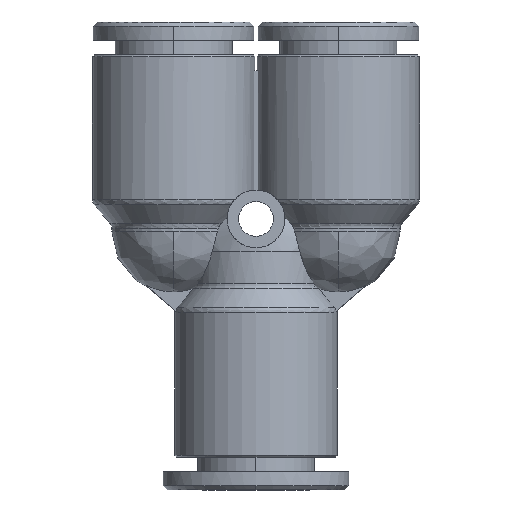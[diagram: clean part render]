
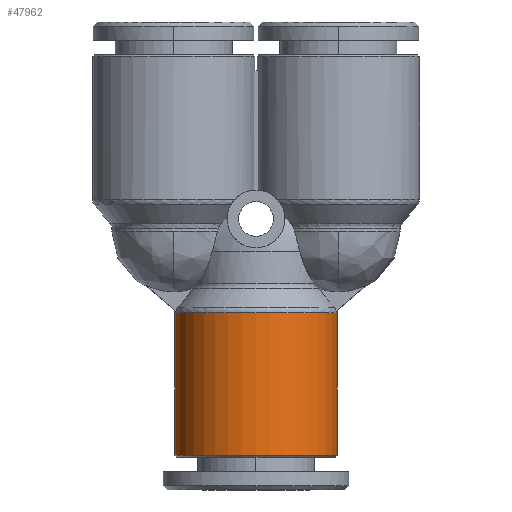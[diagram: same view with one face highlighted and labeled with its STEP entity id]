
A CAD part, front view. The second image highlights one B-rep face of the part: STEP entity #47962.
In plain terms, the highlighted cylindrical face has radius 9.85 mm (diameter 19.7 mm), a partial arc.
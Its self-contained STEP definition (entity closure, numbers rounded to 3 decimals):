
#94 = CARTESIAN_POINT ( 'NONE',  ( 47.554, 17.287, -27.223 ) ) ;
#995 = ORIENTED_EDGE ( 'NONE', *, *, #8838, .T. ) ;
#2675 = LINE ( 'NONE', #55094, #45683 ) ;
#4430 = DIRECTION ( 'NONE',  ( -1., 0., 0. ) ) ;
#5070 = CIRCLE ( 'NONE', #8454, 9.85 ) ;
#5084 = CIRCLE ( 'NONE', #42835, 9.85 ) ;
#6395 = DIRECTION ( 'NONE',  ( 0., 0., 1. ) ) ;
#8454 = AXIS2_PLACEMENT_3D ( 'NONE', #94, #30139, #4430 ) ;
#8838 = EDGE_CURVE ( 'NONE', #36725, #40230, #23217, .T. ) ;
#10611 = CARTESIAN_POINT ( 'NONE',  ( 47.554, 17.287, -9.887 ) ) ;
#13240 = EDGE_CURVE ( 'NONE', #40230, #28722, #5070, .T. ) ;
#14953 = DIRECTION ( 'NONE',  ( -1., 0., 0. ) ) ;
#17394 = CARTESIAN_POINT ( 'NONE',  ( 57.404, 17.287, -27.223 ) ) ;
#17790 = ORIENTED_EDGE ( 'NONE', *, *, #13240, .T. ) ;
#18423 = FACE_OUTER_BOUND ( 'NONE', #22991, .T. ) ;
#19396 = CARTESIAN_POINT ( 'NONE',  ( 37.704, 17.287, -27.223 ) ) ;
#19906 = VERTEX_POINT ( 'NONE', #25526 ) ;
#20219 = DIRECTION ( 'NONE',  ( 0., 0., -1. ) ) ;
#20302 = AXIS2_PLACEMENT_3D ( 'NONE', #10611, #40609, #14953 ) ;
#20587 = ORIENTED_EDGE ( 'NONE', *, *, #55458, .F. ) ;
#21482 = AXIS2_PLACEMENT_3D ( 'NONE', #23927, #28286, #49839 ) ;
#21885 = VECTOR ( 'NONE', #20219, 1000. ) ;
#22991 = EDGE_LOOP ( 'NONE', ( #20587, #46824, #995, #17790, #33765 ) ) ;
#23217 = LINE ( 'NONE', #54533, #21885 ) ;
#23766 = EDGE_CURVE ( 'NONE', #28722, #47675, #5084, .T. ) ;
#23927 = CARTESIAN_POINT ( 'NONE',  ( 47.554, 17.287, -17.523 ) ) ;
#25526 = CARTESIAN_POINT ( 'NONE',  ( 57.404, 17.287, -9.887 ) ) ;
#26640 = CIRCLE ( 'NONE', #20302, 9.85 ) ;
#28286 = DIRECTION ( 'NONE',  ( 0., 0., -1. ) ) ;
#28722 = VERTEX_POINT ( 'NONE', #40934 ) ;
#29602 = DIRECTION ( 'NONE',  ( 0., 0., -1. ) ) ;
#30139 = DIRECTION ( 'NONE',  ( 0., 0., 1. ) ) ;
#32122 = CARTESIAN_POINT ( 'NONE',  ( 47.554, 17.287, -27.223 ) ) ;
#33765 = ORIENTED_EDGE ( 'NONE', *, *, #23766, .T. ) ;
#36415 = DIRECTION ( 'NONE',  ( -1., 0., 0. ) ) ;
#36725 = VERTEX_POINT ( 'NONE', #38608 ) ;
#37006 = EDGE_CURVE ( 'NONE', #19906, #36725, #26640, .T. ) ;
#38608 = CARTESIAN_POINT ( 'NONE',  ( 37.704, 17.287, -9.887 ) ) ;
#40230 = VERTEX_POINT ( 'NONE', #19396 ) ;
#40609 = DIRECTION ( 'NONE',  ( 0., 0., -1. ) ) ;
#40934 = CARTESIAN_POINT ( 'NONE',  ( 47.554, 7.437, -27.223 ) ) ;
#42835 = AXIS2_PLACEMENT_3D ( 'NONE', #32122, #6395, #36415 ) ;
#45683 = VECTOR ( 'NONE', #29602, 1000. ) ;
#46824 = ORIENTED_EDGE ( 'NONE', *, *, #37006, .T. ) ;
#47283 = CYLINDRICAL_SURFACE ( 'NONE', #21482, 9.85 ) ;
#47675 = VERTEX_POINT ( 'NONE', #17394 ) ;
#47962 = ADVANCED_FACE ( 'NONE', ( #18423 ), #47283, .T. ) ;
#49839 = DIRECTION ( 'NONE',  ( -1., 0., 0. ) ) ;
#54533 = CARTESIAN_POINT ( 'NONE',  ( 37.704, 17.287, -17.523 ) ) ;
#55094 = CARTESIAN_POINT ( 'NONE',  ( 57.404, 17.287, -17.523 ) ) ;
#55458 = EDGE_CURVE ( 'NONE', #19906, #47675, #2675, .T. ) ;
